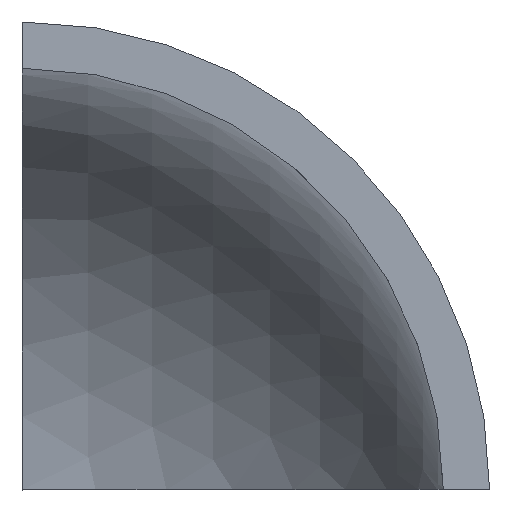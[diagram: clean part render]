
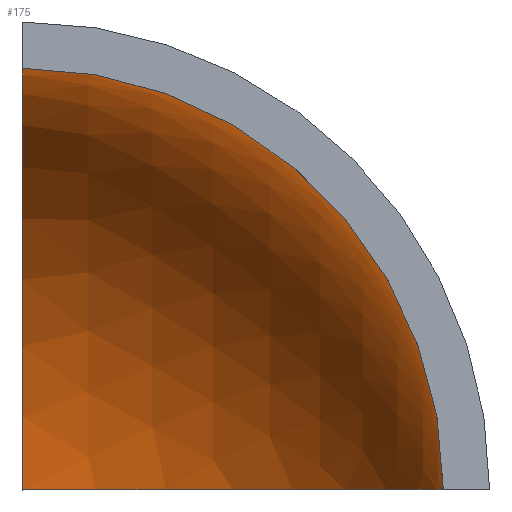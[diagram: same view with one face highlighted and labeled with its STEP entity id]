
A CAD part, top view. The second image highlights one B-rep face of the part: STEP entity #175.
In plain terms, the highlighted spherical face has radius 12.7 mm.
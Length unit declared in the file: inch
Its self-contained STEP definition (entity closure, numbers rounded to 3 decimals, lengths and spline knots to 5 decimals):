
#3 = CARTESIAN_POINT ( 'NONE',  ( 0., 0., 0. ) ) ;
#13 = CIRCLE ( 'NONE', #143, 0.5 ) ;
#29 = DIRECTION ( 'NONE',  ( 0., 0., -1. ) ) ;
#32 = EDGE_LOOP ( 'NONE', ( #104, #197, #200 ) ) ;
#35 = EDGE_CURVE ( 'NONE', #176, #211, #13, .T. ) ;
#36 = DIRECTION ( 'NONE',  ( 1., 0., 0. ) ) ;
#47 = CARTESIAN_POINT ( 'NONE',  ( 0., 0., 0. ) ) ;
#52 = CARTESIAN_POINT ( 'NONE',  ( 0., 0., 0. ) ) ;
#56 = CARTESIAN_POINT ( 'NONE',  ( 0., 0.5, 0. ) ) ;
#62 = AXIS2_PLACEMENT_3D ( 'NONE', #182, #167, #90 ) ;
#72 = CARTESIAN_POINT ( 'NONE',  ( 0.5, 0., 0. ) ) ;
#89 = EDGE_CURVE ( 'NONE', #176, #193, #121, .T. ) ;
#90 = DIRECTION ( 'NONE',  ( 0., 0., -1. ) ) ;
#91 = DIRECTION ( 'NONE',  ( 1., 0., 0. ) ) ;
#93 = CIRCLE ( 'NONE', #140, 0.5 ) ;
#104 = ORIENTED_EDGE ( 'NONE', *, *, #133, .T. ) ;
#105 = DIRECTION ( 'NONE',  ( 0., -1., 0. ) ) ;
#109 = FACE_OUTER_BOUND ( 'NONE', #32, .T. ) ;
#121 = CIRCLE ( 'NONE', #62, 0.5 ) ;
#122 = DIRECTION ( 'NONE',  ( 0., 0., -1. ) ) ;
#133 = EDGE_CURVE ( 'NONE', #193, #211, #93, .T. ) ;
#135 = DIRECTION ( 'NONE',  ( 1., 0., 0. ) ) ;
#140 = AXIS2_PLACEMENT_3D ( 'NONE', #52, #105, #36 ) ;
#143 = AXIS2_PLACEMENT_3D ( 'NONE', #47, #122, #135 ) ;
#159 = SPHERICAL_SURFACE ( 'NONE', #190, 0.5 ) ;
#167 = DIRECTION ( 'NONE',  ( -1., 0., 0. ) ) ;
#175 = ADVANCED_FACE ( 'NONE', ( #109 ), #159, .F. ) ;
#176 = VERTEX_POINT ( 'NONE', #56 ) ;
#182 = CARTESIAN_POINT ( 'NONE',  ( 0., 0., 0. ) ) ;
#190 = AXIS2_PLACEMENT_3D ( 'NONE', #3, #91, #29 ) ;
#193 = VERTEX_POINT ( 'NONE', #195 ) ;
#195 = CARTESIAN_POINT ( 'NONE',  ( 0., 0., -0.5 ) ) ;
#197 = ORIENTED_EDGE ( 'NONE', *, *, #35, .F. ) ;
#200 = ORIENTED_EDGE ( 'NONE', *, *, #89, .T. ) ;
#211 = VERTEX_POINT ( 'NONE', #72 ) ;
